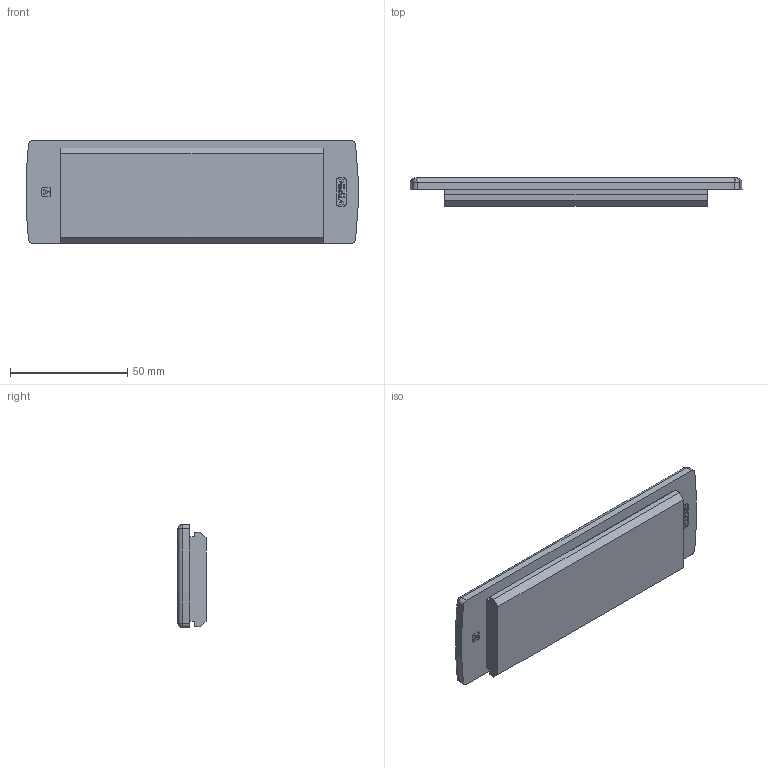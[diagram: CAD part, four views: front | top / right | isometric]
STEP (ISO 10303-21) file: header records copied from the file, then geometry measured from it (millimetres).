
FILE_DESCRIPTION(/* description */ (''),/* implementation_level */ '2;1');
FILE_NAME(/* name */ '28817_6_KES_E_48_24_A.stp',/* time_stamp */ '2020-03-30T16:08:22+02:00',/* author */ (''),/* organization */ (''),/* preprocessor_version */ 'ST-DEVELOPER v16.7',/* originating_system */ 'SIEMENS PLM Software NX 12.0',/* authorisation */ '');
FILE_SCHEMA (('AUTOMOTIVE_DESIGN { 1 0 10303 214 3 1 1 1 }'));
Products named in the file (1): KES_E_48_24_A
Bounding box: 141.72 x 12 x 43.97 mm (x, y, z)
Volume: 60117.1 mm3; surface area: 16811.8 mm2
Topology: 1 solids, 1 shells, 1125 faces, 2747 edges, 1730 vertices
Faces by surface type: bspline 559, plane 484, sphere 48, extrusion 16, cylinder 10, cone 6, torus 2
Entity records: 66998 total; most frequent: CARTESIAN_POINT 45165, ORIENTED_EDGE 5486, EDGE_CURVE 2743, DIRECTION 2473, VERTEX_POINT 1730, B_SPLINE_CURVE_WITH_KNOTS 1432, VECTOR 1315, LINE 1299
